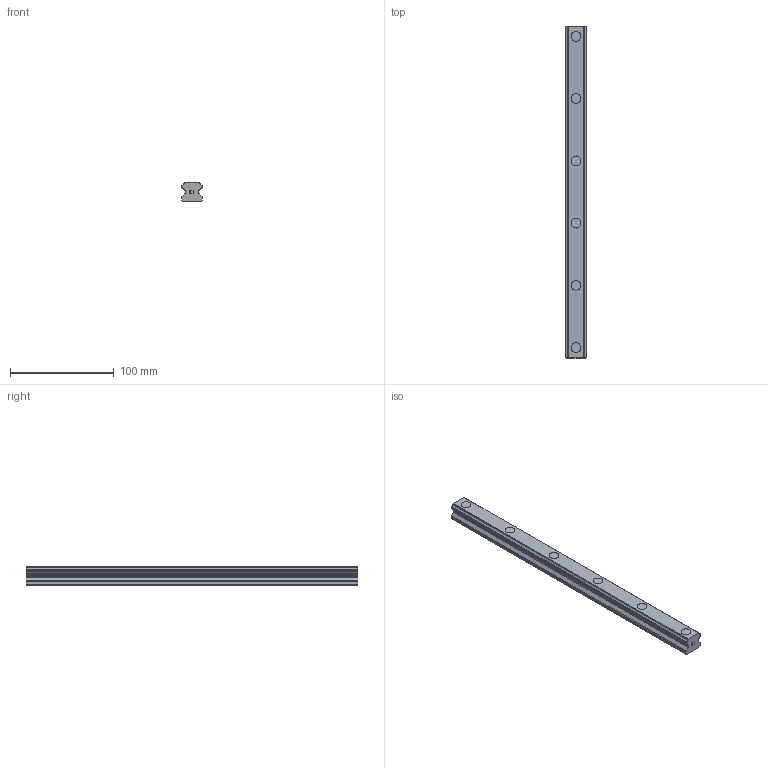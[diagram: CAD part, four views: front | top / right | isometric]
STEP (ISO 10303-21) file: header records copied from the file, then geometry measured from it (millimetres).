
FILE_DESCRIPTION(('STEP AP214'),'1');
FILE_NAME('cctmp_AAFDC718-6A35-493D-9B71-A10EEAECFE64_2020_5_18_10_40_40_699..stp','2020-05-18T08:40:40',('HIWIN GmbH'),('CADClick - www.CADClick.com'),'Spatial InterOp 3D',' ','unknown authorization');
FILE_SCHEMA(('AUTOMOTIVE_DESIGN'));
Length unit declared in the file: millimetre
Products named in the file (1): HGR20R320H_FILE
Bounding box: 20 x 320 x 17.5 mm (x, y, z)
Volume: 90955.8 mm3; surface area: 27990.7 mm2
Topology: 1 solids, 1 shells, 161 faces, 411 edges, 274 vertices
Faces by surface type: plane 103, cylinder 58
Entity records: 6193 total; most frequent: DIRECTION 851, CARTESIAN_POINT 847, ORIENTED_EDGE 822, EDGE_CURVE 411, LINE 295, VECTOR 295, AXIS2_PLACEMENT_3D 278, VERTEX_POINT 274
